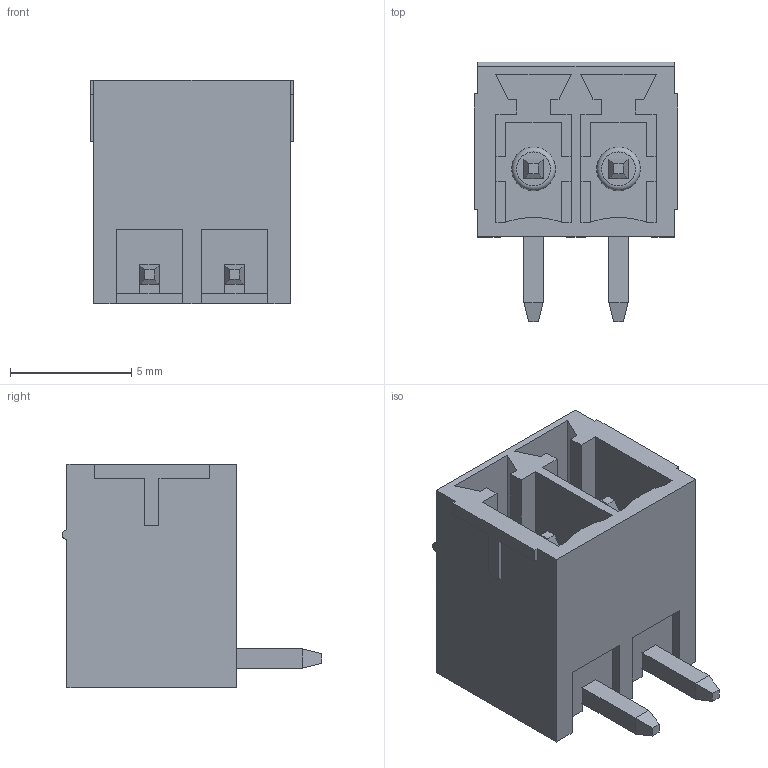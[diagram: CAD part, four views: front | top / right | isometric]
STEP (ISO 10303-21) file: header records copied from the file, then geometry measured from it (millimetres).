
FILE_DESCRIPTION( ( 'Unknown' ), '1' );
FILE_NAME( '691322110002.stp', 'Unknown', ( 'Unknown' ), ( 'Unknown' ), 'PSStep 18.0.17', 'Unknown', ' ' );
FILE_SCHEMA( ( 'AUTOMOTIVE_DESIGN { 1 0 10303 214 1 1 1 1 }' ) );
Length unit declared in the file: millimetre
Products named in the file (3): Assem1; 691322110002; 6913221100xx_PIN
Assembly tree (3 placements, depth 2):
  Assem1
    691322110002
    6913221100xx_PIN  x2
Bounding box: 8.4 x 10.7 x 9.2 mm (x, y, z)
Volume: 271.3 mm3; surface area: 876.2 mm2
Topology: 3 solids, 3 shells, 140 faces, 376 edges, 244 vertices
Faces by surface type: plane 131, cylinder 7, torus 2
Full cylindrical faces by diameter (mm): 1.8 x2
Entity records: 4847 total; most frequent: CARTESIAN_POINT 680, ORIENTED_EDGE 666, DIRECTION 601, EDGE_CURVE 333, LINE 319, VECTOR 319, VERTEX_POINT 220, AXIS2_PLACEMENT_3D 141
